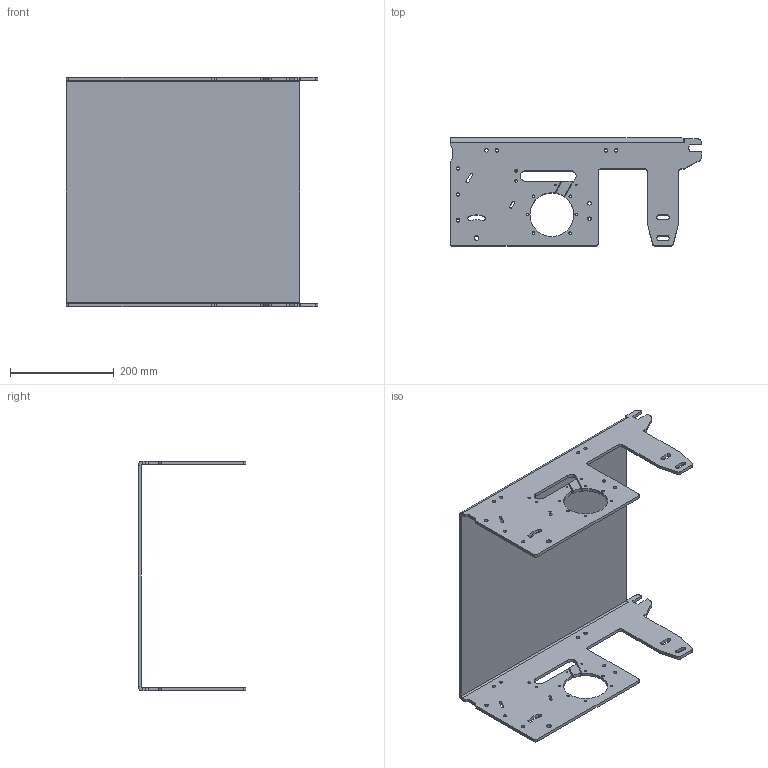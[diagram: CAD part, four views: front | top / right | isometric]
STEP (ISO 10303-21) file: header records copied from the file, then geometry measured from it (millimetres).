
FILE_DESCRIPTION (( 'STEP AP203' ), '1' );
FILE_NAME ('527525.STEP', '2024-02-19T13:38:50', ( 'Windows-Benutzer' ), ( '' ), 'SwSTEP 2.0', 'SolidWorks 2022', '' );
FILE_SCHEMA (( 'CONFIG_CONTROL_DESIGN' ));
Length unit declared in the file: millimetre
Products named in the file (1): 527525
Bounding box: 485 x 208 x 442 mm (x, y, z)
Volume: 1980356.9 mm3; surface area: 694961.5 mm2
Topology: 1 solids, 1 shells, 328 faces, 966 edges, 640 vertices
Faces by surface type: cylinder 216, plane 112
Entity records: 11415 total; most frequent: DIRECTION 2052, CARTESIAN_POINT 1947, ORIENTED_EDGE 1932, EDGE_CURVE 966, AXIS2_PLACEMENT_3D 761, VERTEX_POINT 640, VECTOR 530, LINE 530
